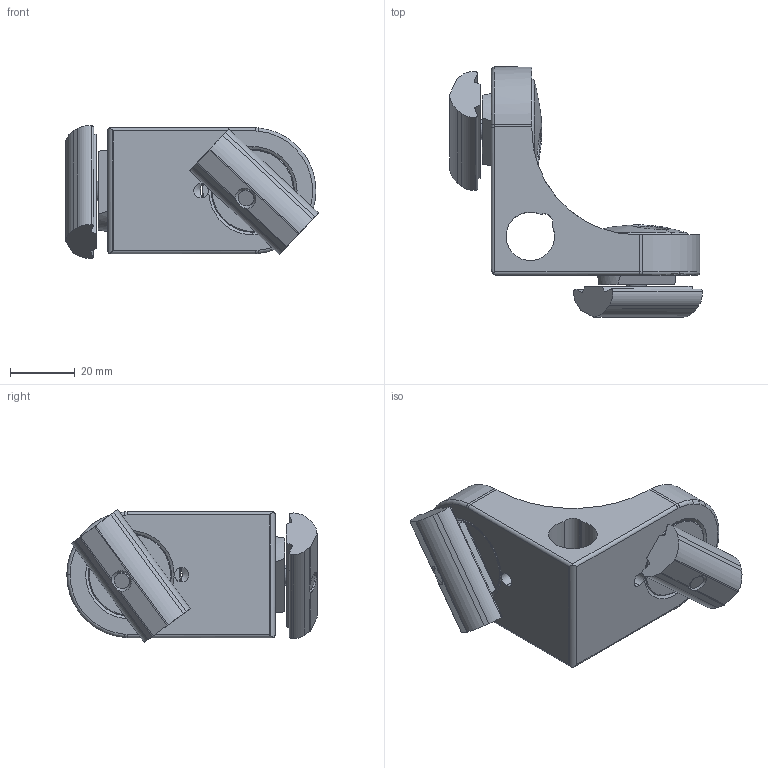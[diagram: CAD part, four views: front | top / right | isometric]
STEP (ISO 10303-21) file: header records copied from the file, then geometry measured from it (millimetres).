
FILE_DESCRIPTION (( 'STEP AP214' ), '1' );
FILE_NAME ('40mm Compound Angle Bracket Kit(40RAB-0421-001-01).STEP', '2023-08-29T18:32:38', ( '' ), ( '' ), 'SwSTEP 2.0', 'SolidWorks 2020', '' );
FILE_SCHEMA (( 'AUTOMOTIVE_DESIGN' ));
Length unit declared in the file: millimetre
Products named in the file (3): 40mm Compound Angle Bracket_Standard; 40mm Compound Angle Bracket Kit(40RAB-0421-001-01); ø27mm Angle Rivet Kit_Standard
Assembly tree (3 placements, depth 2):
  40mm Compound Angle Bracket Kit(40RAB-0421-001-01)
    40mm Compound Angle Bracket_Standard
    ø27mm Angle Rivet Kit_Standard  x2
Bounding box: 78.23 x 77.44 x 41.09 mm (x, y, z)
Volume: 65371.4 mm3; surface area: 25657 mm2
Topology: 7 solids, 7 shells, 275 faces, 687 edges, 422 vertices
Faces by surface type: cylinder 104, plane 78, cone 54, torus 31, bspline 4, sphere 4
Entity records: 9185 total; most frequent: CARTESIAN_POINT 3089, DIRECTION 888, ORIENTED_EDGE 860, EDGE_CURVE 430, AXIS2_PLACEMENT_3D 354, VERTEX_POINT 266, EDGE_LOOP 182, VECTOR 180
